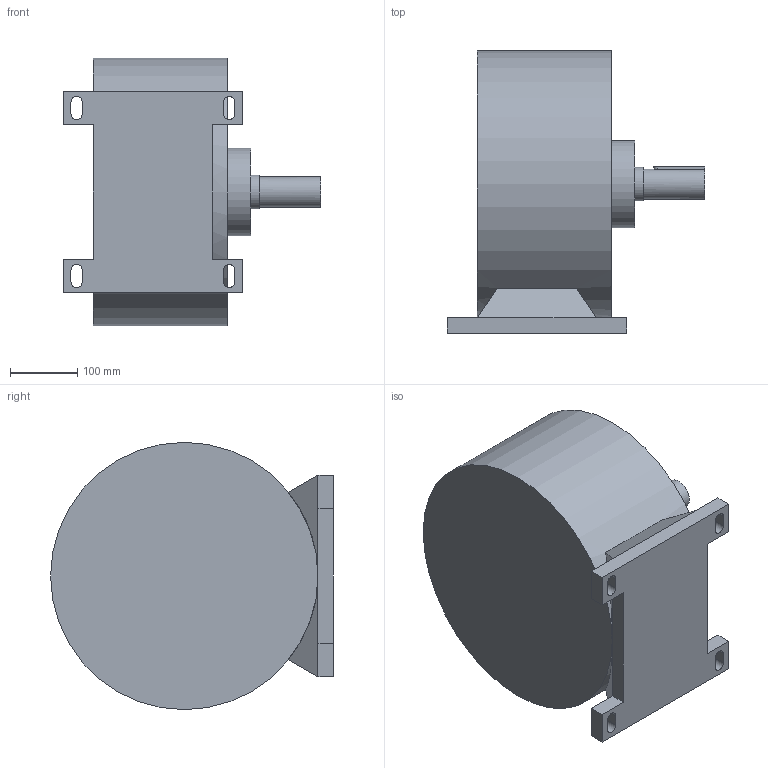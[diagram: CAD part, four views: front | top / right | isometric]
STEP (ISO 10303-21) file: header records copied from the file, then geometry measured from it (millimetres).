
FILE_DESCRIPTION (( 'STEP AP203' ), '1' );
FILE_NAME ('954-25-02-0400.STEP', '2023-09-04T06:12:46', ( 'Magtroladmin' ), ( '' ), 'SwSTEP 2.0', 'SolidWorks 2023', '' );
FILE_SCHEMA (( 'CONFIG_CONTROL_DESIGN' ));
Length unit declared in the file: millimetre
Products named in the file (1): 954-25-02-0400
Bounding box: 383.5 x 421 x 398 mm (x, y, z)
Volume: 27629427.9 mm3; surface area: 617725 mm2
Topology: 1 solids, 1 shells, 52 faces, 128 edges, 82 vertices
Faces by surface type: plane 39, cylinder 13
Full cylindrical faces by diameter (mm): 45 x1, 50 x1, 130 x1, 398 x1
Entity records: 1618 total; most frequent: CARTESIAN_POINT 308, DIRECTION 249, ORIENTED_EDGE 246, EDGE_CURVE 123, VECTOR 93, LINE 93, VERTEX_POINT 81, AXIS2_PLACEMENT_3D 78
